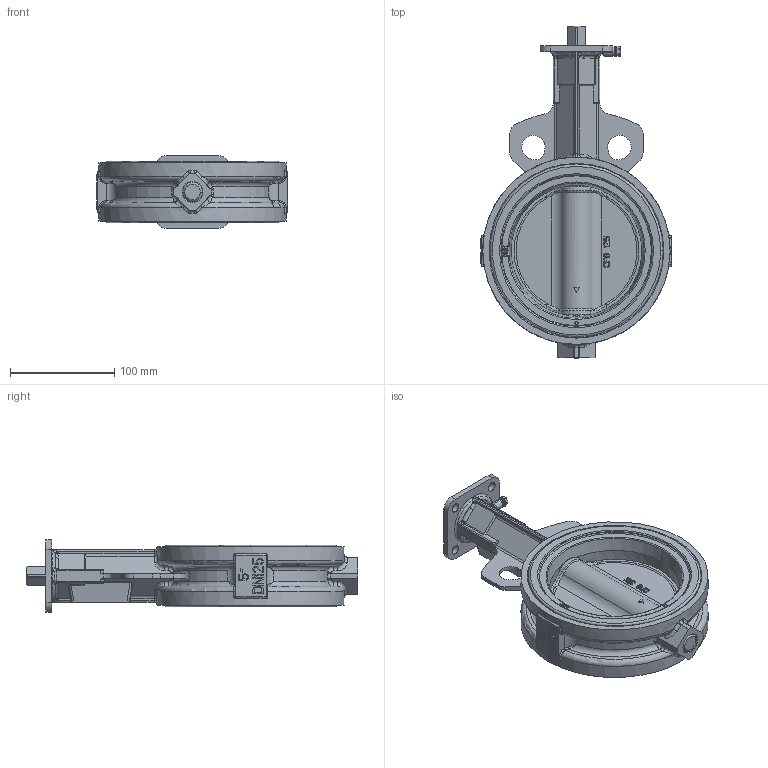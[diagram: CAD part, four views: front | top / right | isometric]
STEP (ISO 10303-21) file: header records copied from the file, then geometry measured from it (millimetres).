
FILE_DESCRIPTION((''),'2;1');
FILE_NAME('G7300121313NB34_SW0002','2021-02-20T',('ying-xiang'),(''),'CREO PARAMETRIC BY PTC INC, 2016050','CREO PARAMETRIC BY PTC INC, 2016050','');
FILE_SCHEMA(('CONFIG_CONTROL_DESIGN'));
Products named in the file (1): G7300121313NB34_SW0002
Bounding box: 183.1 x 319 x 70 mm (x, y, z)
Volume: 935697.3 mm3; surface area: 171334.7 mm2
Topology: 2 solids, 3 shells, 1215 faces, 3172 edges, 2005 vertices
Faces by surface type: plane 653, cylinder 275, bspline 150, torus 71, cone 40, sphere 26
Entity records: 52794 total; most frequent: CARTESIAN_POINT 23965, ORIENTED_EDGE 6324, DIRECTION 5544, EDGE_CURVE 3162, VERTEX_POINT 2005, VECTOR 1916, LINE 1916, AXIS2_PLACEMENT_3D 1814
